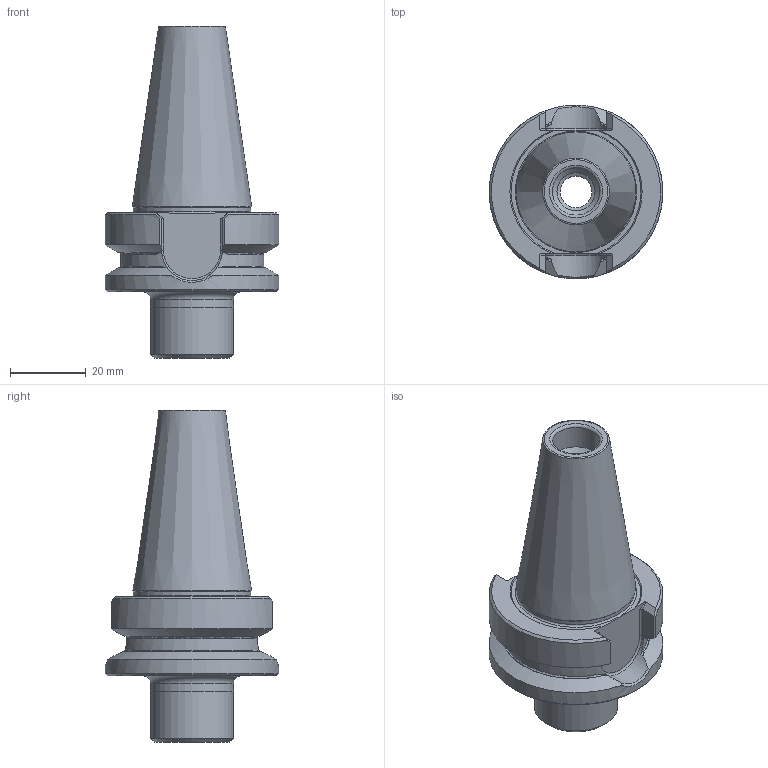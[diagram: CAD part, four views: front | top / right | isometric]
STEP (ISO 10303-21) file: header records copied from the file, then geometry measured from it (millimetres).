
FILE_DESCRIPTION(/* description */ (''),/* implementation_level */ '2;1');
FILE_NAME(/* name */ '213011616.stp',/* time_stamp */ '2021-01-08T12:37:08',/* author */ ('LRA'),/* organization */ ('REGO-FIX'),/* preprocessor_version */ ' Unknown',/* originating_system */ 'SIEMENS PLM Software Solid Edge ST10',/* authorization */ 'Unknown');
FILE_SCHEMA (('AUTOMOTIVE_DESIGN { 1 0 10303 214 2 1 1}'));
Length unit declared in the file: millimetre
Products named in the file (1): NOCUT
Bounding box: 46 x 46 x 87.9 mm (x, y, z)
Volume: 52035.7 mm3; surface area: 13939.4 mm2
Topology: 1 solids, 1 shells, 89 faces, 231 edges, 146 vertices
Faces by surface type: plane 32, cone 21, cylinder 19, torus 11, bspline 6
Full cylindrical faces by diameter (mm): 8.376 x1, 10.105 x1, 10.106 x1, 10.5 x1, 12.5 x1, 22 x2, 31.15 x1, 46 x1
Entity records: 3374 total; most frequent: CARTESIAN_POINT 769, ORIENTED_EDGE 400, DIRECTION 384, EDGE_CURVE 200, AXIS2_PLACEMENT_3D 165, VERTEX_POINT 138, EDGE_LOOP 116, FACE_BOUND 116
